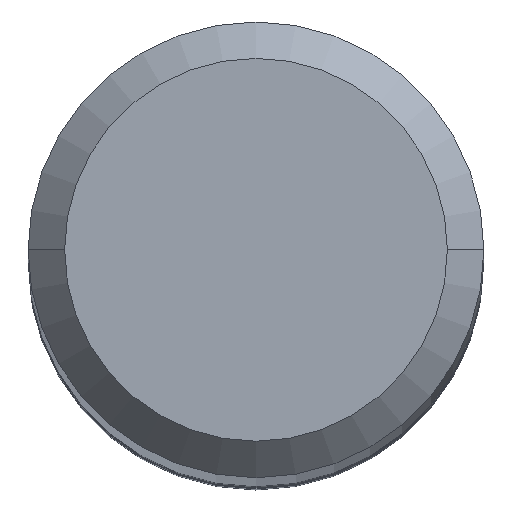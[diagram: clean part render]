
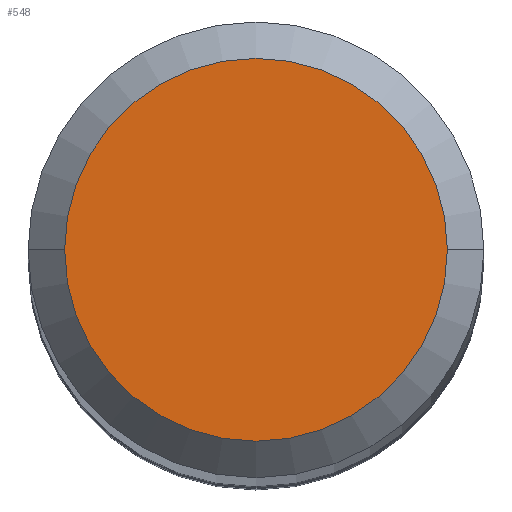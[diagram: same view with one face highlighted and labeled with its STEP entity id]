
A CAD part, top view. The second image highlights one B-rep face of the part: STEP entity #548.
In plain terms, the highlighted planar face has unit normal (0, 0, 1).
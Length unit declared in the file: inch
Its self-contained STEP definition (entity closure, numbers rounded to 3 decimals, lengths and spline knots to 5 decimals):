
#74 = FACE_OUTER_BOUND ( 'NONE', #400, .T. ) ;
#85 = AXIS2_PLACEMENT_3D ( 'NONE', #381, #507, #551 ) ;
#101 = DIRECTION ( 'NONE',  ( -1., 0., 0. ) ) ;
#121 = AXIS2_PLACEMENT_3D ( 'NONE', #397, #274, #101 ) ;
#163 = DIRECTION ( 'NONE',  ( 0., 0., 1. ) ) ;
#239 = ORIENTED_EDGE ( 'NONE', *, *, #564, .F. ) ;
#248 = PLANE ( 'NONE',  #280 ) ;
#274 = DIRECTION ( 'NONE',  ( 0., 0., -1. ) ) ;
#280 = AXIS2_PLACEMENT_3D ( 'NONE', #549, #163, #502 ) ;
#311 = CIRCLE ( 'NONE', #121, 0.105 ) ;
#315 = EDGE_CURVE ( 'NONE', #414, #525, #311, .T. ) ;
#381 = CARTESIAN_POINT ( 'NONE',  ( 0., 0., 0. ) ) ;
#397 = CARTESIAN_POINT ( 'NONE',  ( 0., 0., 0. ) ) ;
#400 = EDGE_LOOP ( 'NONE', ( #239, #532 ) ) ;
#414 = VERTEX_POINT ( 'NONE', #461 ) ;
#461 = CARTESIAN_POINT ( 'NONE',  ( 0.105, 0., 0. ) ) ;
#495 = CARTESIAN_POINT ( 'NONE',  ( -0.105, 0., 0. ) ) ;
#497 = CIRCLE ( 'NONE', #85, 0.105 ) ;
#502 = DIRECTION ( 'NONE',  ( 1., 0., 0. ) ) ;
#507 = DIRECTION ( 'NONE',  ( 0., 0., -1. ) ) ;
#525 = VERTEX_POINT ( 'NONE', #495 ) ;
#532 = ORIENTED_EDGE ( 'NONE', *, *, #315, .F. ) ;
#548 = ADVANCED_FACE ( 'NONE', ( #74 ), #248, .T. ) ;
#549 = CARTESIAN_POINT ( 'NONE',  ( 0., 0.105, 0. ) ) ;
#551 = DIRECTION ( 'NONE',  ( -1., 0., 0. ) ) ;
#564 = EDGE_CURVE ( 'NONE', #525, #414, #497, .T. ) ;
